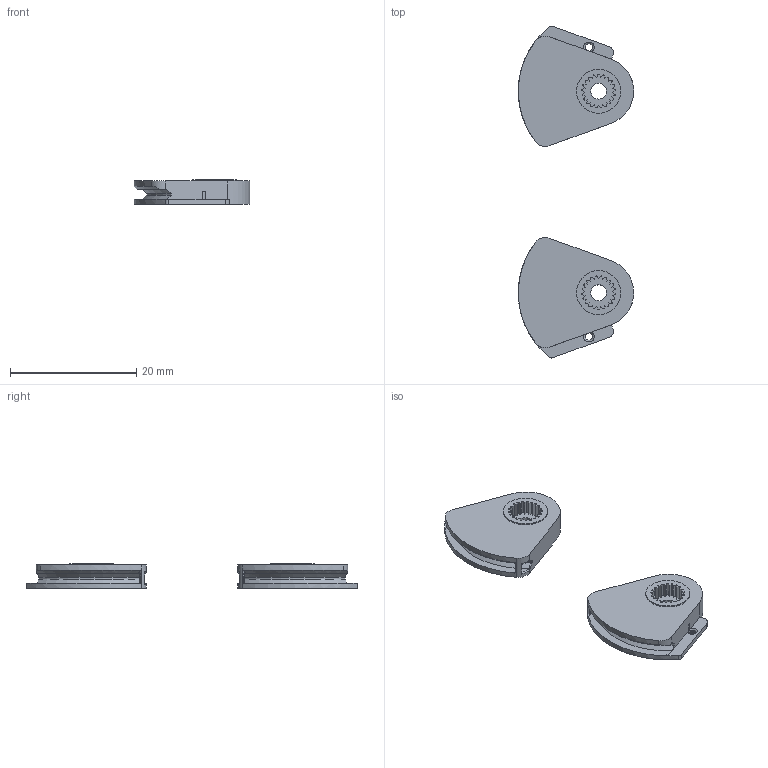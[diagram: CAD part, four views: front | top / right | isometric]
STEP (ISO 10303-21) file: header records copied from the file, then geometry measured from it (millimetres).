
FILE_DESCRIPTION(/* description */ (''),/* implementation_level */ '2;1');
FILE_NAME(/* name */ 'Tendon_Spool_Large v12.step',/* time_stamp */ '2024-09-02T11:58:32-07:00',/* author */ (''),/* organization */ (''),/* preprocessor_version */ 'ST-DEVELOPER v20',/* originating_system */ 'Autodesk Translation Framework v13.14.0.145',/* authorisation */ '');
FILE_SCHEMA (('AUTOMOTIVE_DESIGN { 1 0 10303 214 3 1 1 }'));
Length unit declared in the file: millimetre
Products named in the file (4): Tendon_Spool_Large; ES3352-Servo-Horn-Template; AVE_GLOBAL; AVE_RENDER
Assembly tree (10 placements, depth 3):
  Tendon_Spool_Large
    ES3352-Servo-Horn-Template
      AVE_RENDER  x8
      AVE_GLOBAL
Bounding box: 18.32 x 52.67 x 3.9 mm (x, y, z)
Volume: 1533.5 mm3; surface area: 1843.9 mm2
Topology: 3 solids, 3 shells, 280 faces, 816 edges, 542 vertices
Faces by surface type: plane 154, cylinder 100, bspline 16, torus 8, cone 2
Full cylindrical faces by diameter (mm): 1.2 x2, 2.5 x2, 7 x5
Entity records: 10402 total; most frequent: CARTESIAN_POINT 2780, ORIENTED_EDGE 1632, DIRECTION 1528, EDGE_CURVE 816, VERTEX_POINT 542, LINE 528, VECTOR 528, AXIS2_PLACEMENT_3D 500
